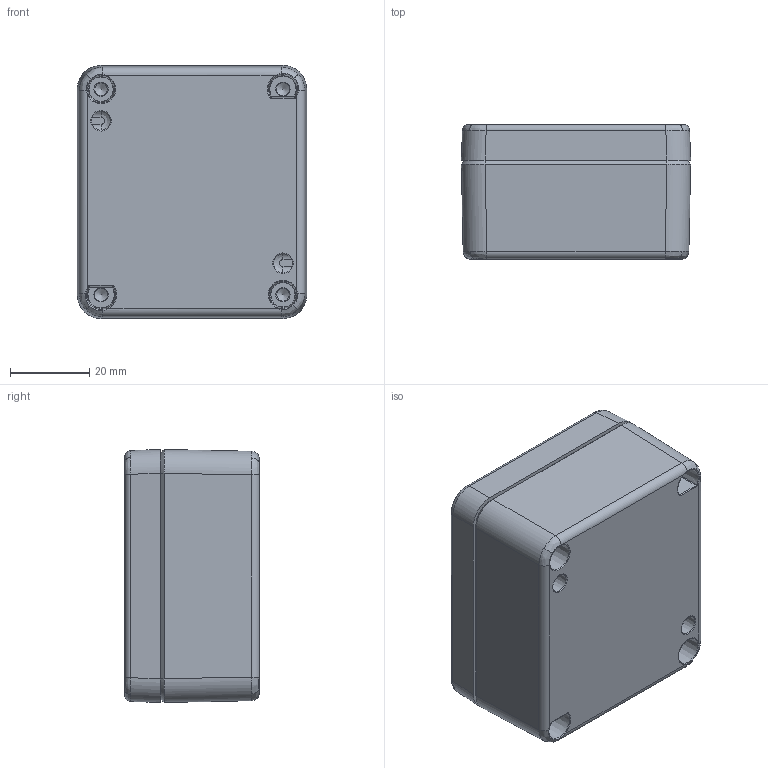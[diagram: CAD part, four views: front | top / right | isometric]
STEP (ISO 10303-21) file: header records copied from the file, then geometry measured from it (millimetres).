
FILE_DESCRIPTION(/* description */ (''),/* implementation_level */ '2;1');
FILE_NAME(/* name */ '09060603000-RST.stp',/* time_stamp */ '2021-09-02T15:02:56+02:00',/* author */ ('sl'),/* organization */ (''),/* preprocessor_version */ 'ST-DEVELOPER v16.5',/* originating_system */ 'Autodesk Inventor 2017',/* authorisation */ '');
FILE_SCHEMA (('AUTOMOTIVE_DESIGN { 1 0 10303 214 3 1 1 }'));
Products named in the file (6): Alu-Gehäuse-02-BG-0001-09_060603_000; Alu-Gehäuse-02-BT-0002-09_060603_000; Erdung-Edelstahl-Gehäuse-01-BT-0002-20101006000; Deckel-Alu-Gehäuse-02-BT-0001-09_060603_000; Dichtlippel-Alu-Gehäuse-02-BT-0003-09_060603_000; Schraube-M4x20-7
Assembly tree (9 placements, depth 2):
  Alu-Gehäuse-02-BG-0001-09_060603_000
    Alu-Gehäuse-02-BT-0002-09_060603_000
    Erdung-Edelstahl-Gehäuse-01-BT-0002-20101006000  x2
    Deckel-Alu-Gehäuse-02-BT-0001-09_060603_000
    Dichtlippel-Alu-Gehäuse-02-BT-0003-09_060603_000
    Schraube-M4x20-7  x4
Bounding box: 58 x 34 x 64 mm (x, y, z)
Volume: 49975.2 mm3; surface area: 35316.8 mm2
Topology: 9 solids, 9 shells, 901 faces, 2139 edges, 1275 vertices
Faces by surface type: bspline 308, cylinder 232, plane 231, torus 68, cone 58, sphere 4
Full cylindrical faces by diameter (mm): 3.3 x6, 3.52 x4, 4 x4, 4.7 x2, 5 x2, 8 x2
Entity records: 40489 total; most frequent: CARTESIAN_POINT 24132, ORIENTED_EDGE 3494, DIRECTION 3012, EDGE_CURVE 1747, AXIS2_PLACEMENT_3D 1197, VERTEX_POINT 1083, EDGE_LOOP 954, FACE_OUTER_BOUND 803
